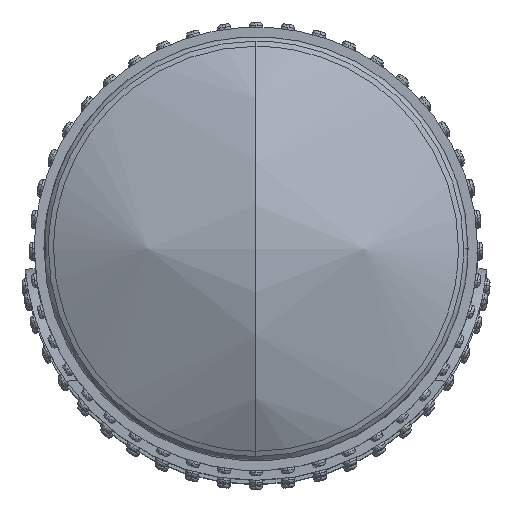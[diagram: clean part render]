
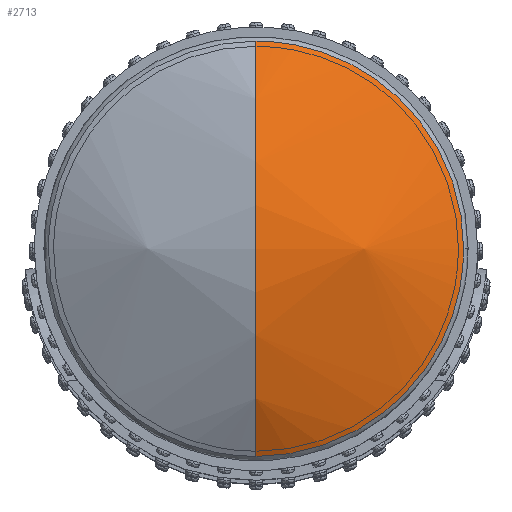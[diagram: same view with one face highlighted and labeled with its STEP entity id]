
A CAD part, top view. The second image highlights one B-rep face of the part: STEP entity #2713.
In plain terms, the highlighted free-form (B-spline) face has degree [2, 2] with [3, 3] control points.
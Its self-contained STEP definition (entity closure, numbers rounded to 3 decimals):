
#2504 = VERTEX_POINT('',#2505);
#2505 = CARTESIAN_POINT('',(0.,-792.93,
    5405.953));
#2511 = EDGE_CURVE('',#2504,#2512,#2514,.T.);
#2512 = VERTEX_POINT('',#2513);
#2513 = CARTESIAN_POINT('',(0.,0.,5637.664));
#2514 = ( BOUNDED_CURVE() B_SPLINE_CURVE(2,(#2515,#2516,#2517),
.UNSPECIFIED.,.F.,.F.) B_SPLINE_CURVE_WITH_KNOTS((3,3),(1.002,
1.571),.PIECEWISE_BEZIER_KNOTS.) CURVE() 
GEOMETRIC_REPRESENTATION_ITEM() RATIONAL_B_SPLINE_CURVE((1.,
0.96,1.)) REPRESENTATION_ITEM('') );
#2515 = CARTESIAN_POINT('',(0.,-792.93,
    5405.953));
#2516 = CARTESIAN_POINT('',(0.,-430.32,
    5637.664));
#2517 = CARTESIAN_POINT('',(0.,0.,
    5637.664));
#2519 = EDGE_CURVE('',#2520,#2512,#2522,.T.);
#2520 = VERTEX_POINT('',#2521);
#2521 = CARTESIAN_POINT('',(0.,792.93,5405.953));
#2522 = ( BOUNDED_CURVE() B_SPLINE_CURVE(2,(#2523,#2524,#2525),
.UNSPECIFIED.,.F.,.F.) B_SPLINE_CURVE_WITH_KNOTS((3,3),(2.573,
3.142),.PIECEWISE_BEZIER_KNOTS.) CURVE() 
GEOMETRIC_REPRESENTATION_ITEM() RATIONAL_B_SPLINE_CURVE((1.,
0.96,1.)) REPRESENTATION_ITEM('') );
#2523 = CARTESIAN_POINT('',(0.,792.93,5405.953));
#2524 = CARTESIAN_POINT('',(0.,430.32,5637.664));
#2525 = CARTESIAN_POINT('',(0.,0.,5637.664));
#2565 = EDGE_CURVE('',#2566,#2520,#2568,.T.);
#2566 = VERTEX_POINT('',#2567);
#2567 = CARTESIAN_POINT('',(792.93,0.,5405.953));
#2568 = ( BOUNDED_CURVE() B_SPLINE_CURVE(2,(#2569,#2570,#2571),
.UNSPECIFIED.,.F.,.F.) B_SPLINE_CURVE_WITH_KNOTS((3,3),(0.,
1.571),.PIECEWISE_BEZIER_KNOTS.) CURVE() 
GEOMETRIC_REPRESENTATION_ITEM() RATIONAL_B_SPLINE_CURVE((1.,
0.707,1.)) REPRESENTATION_ITEM('') );
#2569 = CARTESIAN_POINT('',(792.93,0.,5405.953));
#2570 = CARTESIAN_POINT('',(792.93,792.93,
    5405.953));
#2571 = CARTESIAN_POINT('',(0.,792.93,
    5405.953));
#2691 = EDGE_CURVE('',#2504,#2566,#2692,.T.);
#2692 = ( BOUNDED_CURVE() B_SPLINE_CURVE(2,(#2693,#2694,#2695),
.UNSPECIFIED.,.F.,.F.) B_SPLINE_CURVE_WITH_KNOTS((3,3),(4.712,
6.283),.PIECEWISE_BEZIER_KNOTS.) CURVE() 
GEOMETRIC_REPRESENTATION_ITEM() RATIONAL_B_SPLINE_CURVE((1.,
0.707,1.)) REPRESENTATION_ITEM('') );
#2693 = CARTESIAN_POINT('',(0.,-792.93,
    5405.953));
#2694 = CARTESIAN_POINT('',(792.93,-792.93,
    5405.953));
#2695 = CARTESIAN_POINT('',(792.93,0.,
    5405.953));
#2713 = ADVANCED_FACE('',(#2714),#2720,.T.);
#2714 = FACE_BOUND('',#2715,.T.);
#2715 = EDGE_LOOP('',(#2716,#2717,#2718,#2719));
#2716 = ORIENTED_EDGE('',*,*,#2511,.F.);
#2717 = ORIENTED_EDGE('',*,*,#2691,.T.);
#2718 = ORIENTED_EDGE('',*,*,#2565,.T.);
#2719 = ORIENTED_EDGE('',*,*,#2519,.T.);
#2720 = ( BOUNDED_SURFACE() B_SPLINE_SURFACE(2,2,(
    (#2721,#2722,#2723)
    ,(#2724,#2725,#2726)
    ,(#2727,#2728,#2729
)),.UNSPECIFIED.,.F.,.F.,.F.) B_SPLINE_SURFACE_WITH_KNOTS((3,3),(3,3),(
    4.144,5.281),(-0.569,0.),
.PIECEWISE_BEZIER_KNOTS.) GEOMETRIC_REPRESENTATION_ITEM() 
RATIONAL_B_SPLINE_SURFACE((
    (1.,0.96,1.)
    ,(0.843,0.809,0.843)
,(1.,0.96,1.))) REPRESENTATION_ITEM('') SURFACE() );
#2721 = CARTESIAN_POINT('',(792.933,-668.161,
    5210.7));
#2722 = CARTESIAN_POINT('',(430.323,-792.93,
    5405.953));
#2723 = CARTESIAN_POINT('',(0.,-792.93,
    5405.953));
#2724 = CARTESIAN_POINT('',(792.933,0.,
    5637.661));
#2725 = CARTESIAN_POINT('',(430.323,0.,
    5912.643));
#2726 = CARTESIAN_POINT('',(0.,0.,
    5912.643));
#2727 = CARTESIAN_POINT('',(792.933,668.161,
    5210.7));
#2728 = CARTESIAN_POINT('',(430.323,792.93,
    5405.953));
#2729 = CARTESIAN_POINT('',(0.,792.93,
    5405.953));
